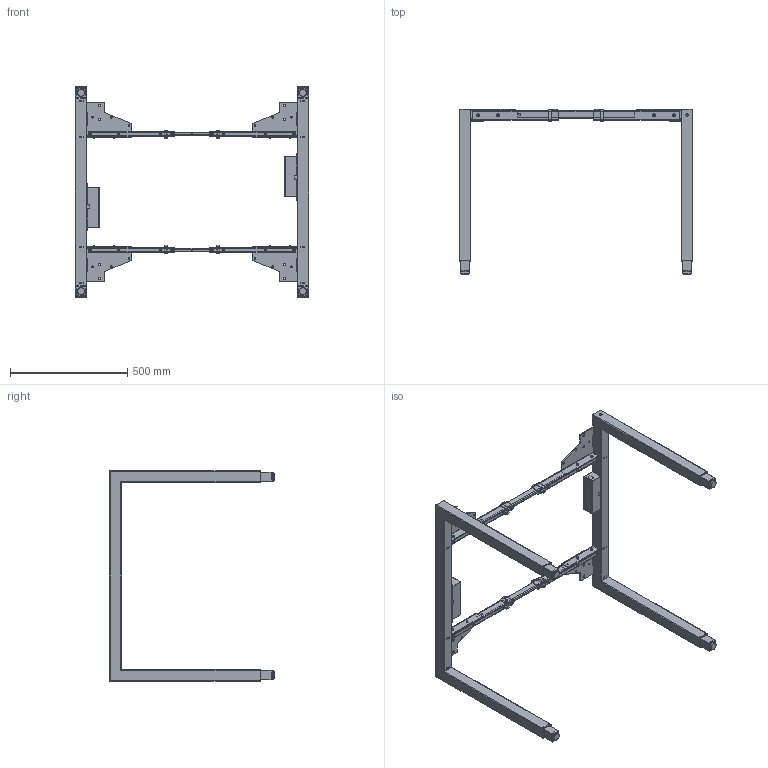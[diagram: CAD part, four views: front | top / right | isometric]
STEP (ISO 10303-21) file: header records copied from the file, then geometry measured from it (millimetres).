
FILE_DESCRIPTION (( 'STEP AP203' ), '1' );
FILE_NAME ('51215x_Tetra W4 900x850-1200_2020.STEP', '2020-01-02T11:27:06', ( '' ), ( '' ), 'SwSTEP 2.0', 'SolidWorks 2019', '' );
FILE_SCHEMA (( 'CONFIG_CONTROL_DESIGN' ));
Length unit declared in the file: millimetre
Products named in the file (1): 51215x_Tetra W4 900x850-1200_2020
Bounding box: 995.2 x 705.8 x 899 mm (x, y, z)
Surface area: 1607087.8 mm2 (no closed solid volume)
Topology: 0 solids, 160 shells, 1048 faces, 3936 edges, 2918 vertices
Faces by surface type: plane 420, cylinder 382, cone 144, torus 78, sphere 12, bspline 12
Entity records: 42622 total; most frequent: CARTESIAN_POINT 8491, DIRECTION 7808, ORIENTED_EDGE 5744, EDGE_CURVE 3936, VERTEX_POINT 2918, AXIS2_PLACEMENT_3D 2915, VECTOR 1978, LINE 1978
